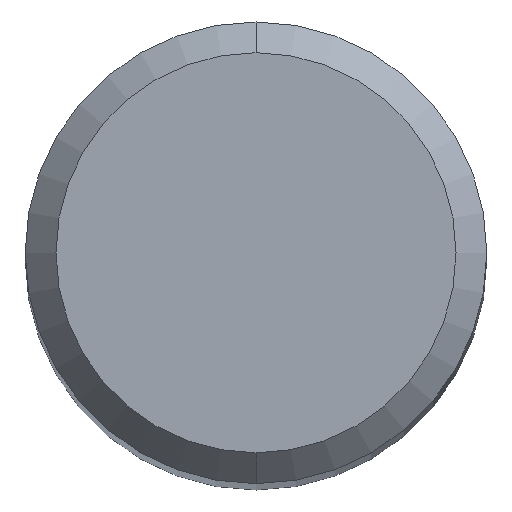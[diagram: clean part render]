
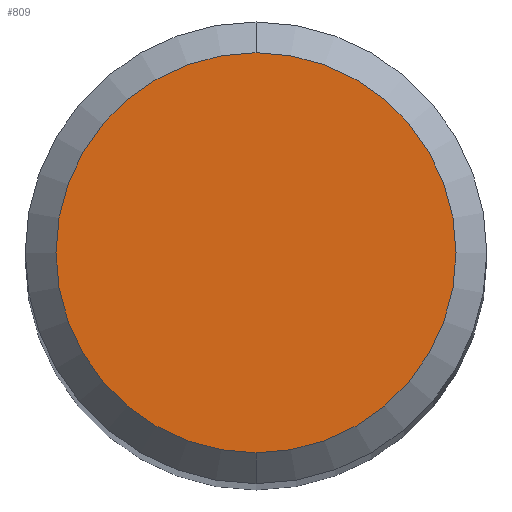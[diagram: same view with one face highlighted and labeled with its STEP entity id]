
A CAD part, top view. The second image highlights one B-rep face of the part: STEP entity #809.
In plain terms, the highlighted planar face has unit normal (0, 0, 1).
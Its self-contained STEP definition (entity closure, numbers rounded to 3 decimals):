
#559=EDGE_CURVE('',#839,#787,#1168,.T.);
#777=EDGE_CURVE('',#787,#839,#1404,.T.);
#787=VERTEX_POINT('',#1417);
#809=ADVANCED_FACE('',(#1443),#1444,.T.);
#839=VERTEX_POINT('',#1476);
#1168=CIRCLE('',#2920,2.6);
#1404=CIRCLE('',#4340,2.6);
#1417=CARTESIAN_POINT('',(0.,-2.6,0.0));
#1443=FACE_OUTER_BOUND('',#4414,.T.);
#1444=PLANE('',#4415);
#1476=CARTESIAN_POINT('',(0.0,2.6,0.0));
#2920=AXIS2_PLACEMENT_3D('',#6050,#6051,#6052);
#4340=AXIS2_PLACEMENT_3D('',#6288,#6289,#6290);
#4414=EDGE_LOOP('',(#6363,#6364));
#4415=AXIS2_PLACEMENT_3D('',#6365,#6366,#6367);
#6050=CARTESIAN_POINT('',(0.0,0.0,0.0));
#6051=DIRECTION('',(0.0,0.0,-1.0));
#6052=DIRECTION('',(0.0,1.0,0.0));
#6288=CARTESIAN_POINT('',(0.0,0.0,0.0));
#6289=DIRECTION('',(0.0,0.0,-1.0));
#6290=DIRECTION('',(0.0,1.0,0.0));
#6363=ORIENTED_EDGE('',*,*,#559,.F.);
#6364=ORIENTED_EDGE('',*,*,#777,.F.);
#6365=CARTESIAN_POINT('',(0.0,1.3,0.0));
#6366=DIRECTION('',(-0.0,0.0,1.0));
#6367=DIRECTION('',(0.0,-1.0,0.0));
